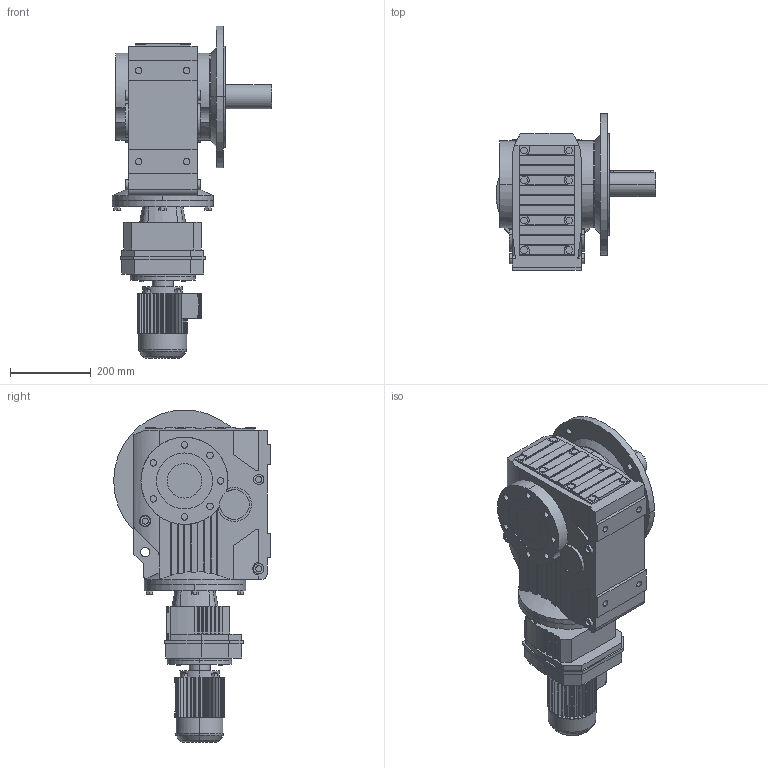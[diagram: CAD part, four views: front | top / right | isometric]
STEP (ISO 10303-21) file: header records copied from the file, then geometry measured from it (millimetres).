
FILE_DESCRIPTION(('Open CASCADE Model'),'2;1');
FILE_NAME('Open CASCADE Shape Model','2019-08-19T17:44:55',('Author'),( 'Open CASCADE'),'Open CASCADE STEP processor 6.3','Open CASCADE 6.3' ,'Unknown');
FILE_SCHEMA(('AUTOMOTIVE_DESIGN_CC2 { 1 2 10303 214 -1 1 5 4 }'));
Length unit declared in the file: millimetre
Products named in the file (6): 1_KCF87RC57-YS63-A; KA37‵107_87.step; 萇儂_160_YS63.step; R_87_57.step; す瑩妗陑粣K_87_KF.step; 楊擘K_87.step
Assembly tree (5 placements, depth 2):
  1_KCF87RC57-YS63-A
    KA37‵107_87.step
    萇儂_160_YS63.step
    R_87_57.step
    す瑩妗陑粣K_87_KF.step
    楊擘K_87.step
Bounding box: 395 x 387 x 820 mm (x, y, z)
Volume: 32122409.4 mm3; surface area: 1459608.6 mm2
Topology: 5 solids, 5 shells, 1200 faces, 3185 edges, 2078 vertices
Faces by surface type: plane 776, cylinder 390, cone 30, torus 4
Entity records: 98118 total; most frequent: CARTESIAN_POINT 38615, DIRECTION 9870, ORIENTED_EDGE 6366, PCURVE 6366, DEFINITIONAL_REPRESENTATION 6366, LINE 5378, VECTOR 5378, EDGE_CURVE 3183
